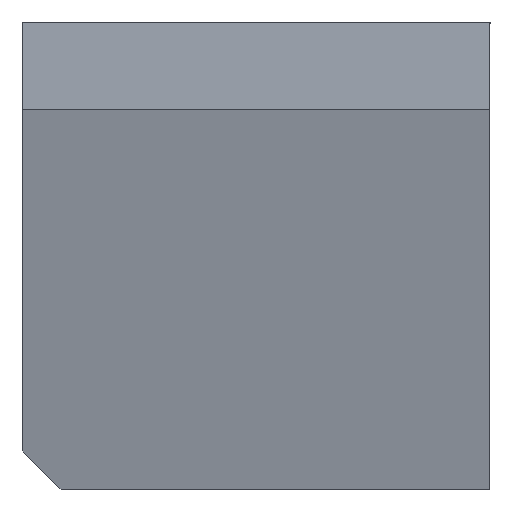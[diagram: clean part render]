
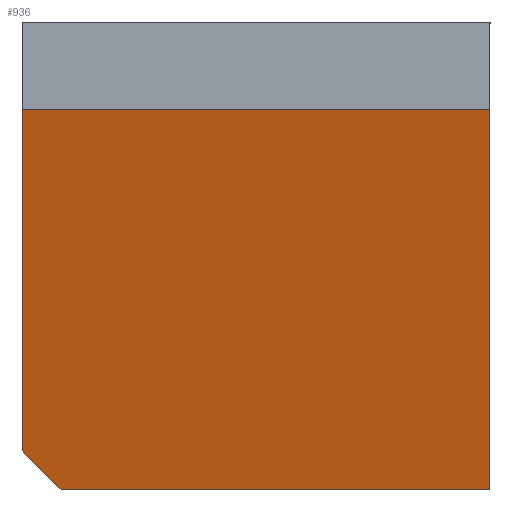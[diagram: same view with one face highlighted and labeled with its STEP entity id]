
A CAD part, left-side view. The second image highlights one B-rep face of the part: STEP entity #936.
In plain terms, the highlighted planar face has unit normal (-0.943, 0.334, 0).
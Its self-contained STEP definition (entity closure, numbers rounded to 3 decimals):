
#936=ADVANCED_FACE('NONE',(#2320),#2321,.F.);
#2320=FACE_OUTER_BOUND('',#4149,.T.);
#2321=PLANE('',#4150);
#4149=EDGE_LOOP('',(#7933,#7934,#7935,#7936,#7937));
#4150=AXIS2_PLACEMENT_3D('',#7938,#7939,#7940);
#7933=ORIENTED_EDGE('',*,*,#12782,.T.);
#7934=ORIENTED_EDGE('',*,*,#13236,.T.);
#7935=ORIENTED_EDGE('',*,*,#13237,.T.);
#7936=ORIENTED_EDGE('',*,*,#12772,.F.);
#7937=ORIENTED_EDGE('',*,*,#13238,.T.);
#7938=CARTESIAN_POINT('',(-4.256,-12.,24.0));
#7939=DIRECTION('',(0.942,-0.334,0.0));
#7940=DIRECTION('',(0.0,0.0,-1.0));
#12772=EDGE_CURVE('NONE',#16093,#16095,#16096,.T.);
#12782=EDGE_CURVE('NONE',#16111,#16109,#16112,.T.);
#13236=EDGE_CURVE('NONE',#16109,#16868,#16869,.T.);
#13237=EDGE_CURVE('NONE',#16868,#16095,#16870,.T.);
#13238=EDGE_CURVE('NONE',#16093,#16111,#16871,.T.);
#16093=VERTEX_POINT('NONE',#20773);
#16095=VERTEX_POINT('NONE',#20776);
#16096=LINE('',#20777,#20778);
#16109=VERTEX_POINT('NONE',#20797);
#16111=VERTEX_POINT('NONE',#20800);
#16112=LINE('',#20801,#20802);
#16868=VERTEX_POINT('NONE',#22010);
#16869=LINE('',#22011,#22012);
#16870=LINE('',#22013,#22014);
#16871=LINE('',#22015,#22016);
#20773=CARTESIAN_POINT('',(-4.256,-12.,19.5));
#20776=CARTESIAN_POINT('',(-4.256,-12.,0.0));
#20777=CARTESIAN_POINT('',(-4.256,-12.,24.0));
#20778=VECTOR('',#24126,1000.0);
#20797=CARTESIAN_POINT('',(4.256,12.,2.));
#20800=CARTESIAN_POINT('',(4.256,12.,19.5));
#20801=CARTESIAN_POINT('',(4.256,12.,24.0));
#20802=VECTOR('',#24134,1000.0);
#22010=CARTESIAN_POINT('',(3.547,10.,0.0));
#22011=CARTESIAN_POINT('',(4.256,12.,2.));
#22012=VECTOR('',#24587,1000.0);
#22013=CARTESIAN_POINT('',(-4.256,-12.,0.0));
#22014=VECTOR('',#24588,1000.0);
#22015=CARTESIAN_POINT('',(-4.256,-12.,19.5));
#22016=VECTOR('',#24589,1000.0);
#24126=DIRECTION('',(-0.0,-0.0,-1.0));
#24134=DIRECTION('',(-0.0,-0.0,-1.0));
#24587=DIRECTION('',(-0.243,-0.686,-0.686));
#24588=DIRECTION('',(-0.334,-0.942,-0.0));
#24589=DIRECTION('',(0.334,0.942,0.0));
